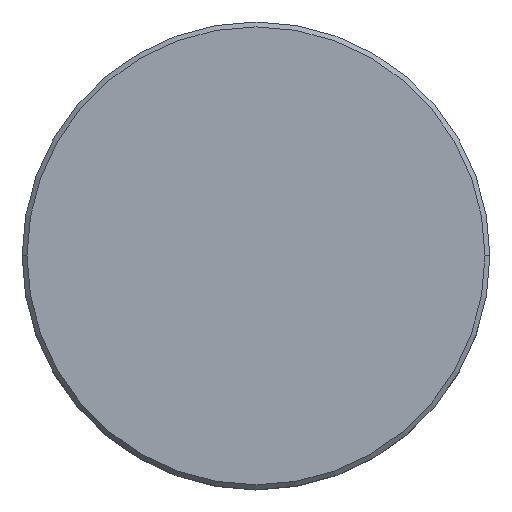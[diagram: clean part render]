
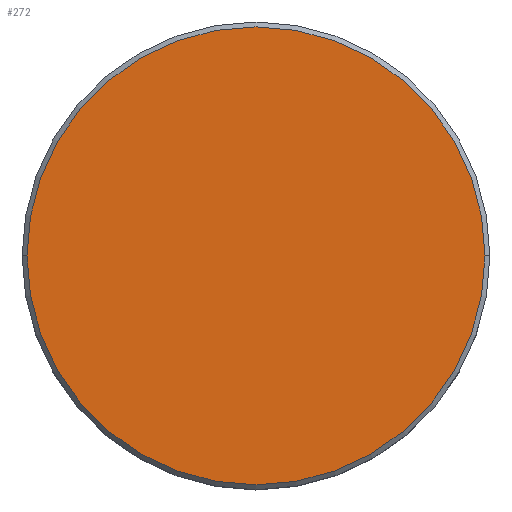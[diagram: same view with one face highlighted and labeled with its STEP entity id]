
A CAD part, top view. The second image highlights one B-rep face of the part: STEP entity #272.
In plain terms, the highlighted planar face has unit normal (0, 0, 1).
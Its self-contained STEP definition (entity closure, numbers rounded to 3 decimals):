
#11 = DIRECTION ( 'NONE',  ( 0., 0., 1. ) ) ;
#18 = CIRCLE ( 'NONE', #118, 23.5 ) ;
#48 = DIRECTION ( 'NONE',  ( 0., 0., 1. ) ) ;
#86 = CARTESIAN_POINT ( 'NONE',  ( 0., 0., 0. ) ) ;
#118 = AXIS2_PLACEMENT_3D ( 'NONE', #439, #11, #437 ) ;
#119 = PLANE ( 'NONE',  #333 ) ;
#124 = CARTESIAN_POINT ( 'NONE',  ( -23.5, 0., 0. ) ) ;
#131 = ORIENTED_EDGE ( 'NONE', *, *, #244, .T. ) ;
#132 = EDGE_LOOP ( 'NONE', ( #131, #456 ) ) ;
#166 = AXIS2_PLACEMENT_3D ( 'NONE', #384, #306, #390 ) ;
#188 = CIRCLE ( 'NONE', #166, 23.5 ) ;
#193 = VERTEX_POINT ( 'NONE', #430 ) ;
#244 = EDGE_CURVE ( 'NONE', #316, #193, #18, .T. ) ;
#272 = ADVANCED_FACE ( 'NONE', ( #433 ), #119, .T. ) ;
#306 = DIRECTION ( 'NONE',  ( 0., 0., 1. ) ) ;
#316 = VERTEX_POINT ( 'NONE', #124 ) ;
#333 = AXIS2_PLACEMENT_3D ( 'NONE', #86, #48, #373 ) ;
#373 = DIRECTION ( 'NONE',  ( 1., 0., 0. ) ) ;
#384 = CARTESIAN_POINT ( 'NONE',  ( 0., 0., 0. ) ) ;
#390 = DIRECTION ( 'NONE',  ( 1., 0., 0. ) ) ;
#412 = EDGE_CURVE ( 'NONE', #193, #316, #188, .T. ) ;
#430 = CARTESIAN_POINT ( 'NONE',  ( 23.5, 0., 0. ) ) ;
#433 = FACE_OUTER_BOUND ( 'NONE', #132, .T. ) ;
#437 = DIRECTION ( 'NONE',  ( 1., 0., 0. ) ) ;
#439 = CARTESIAN_POINT ( 'NONE',  ( 0., 0., 0. ) ) ;
#456 = ORIENTED_EDGE ( 'NONE', *, *, #412, .T. ) ;
